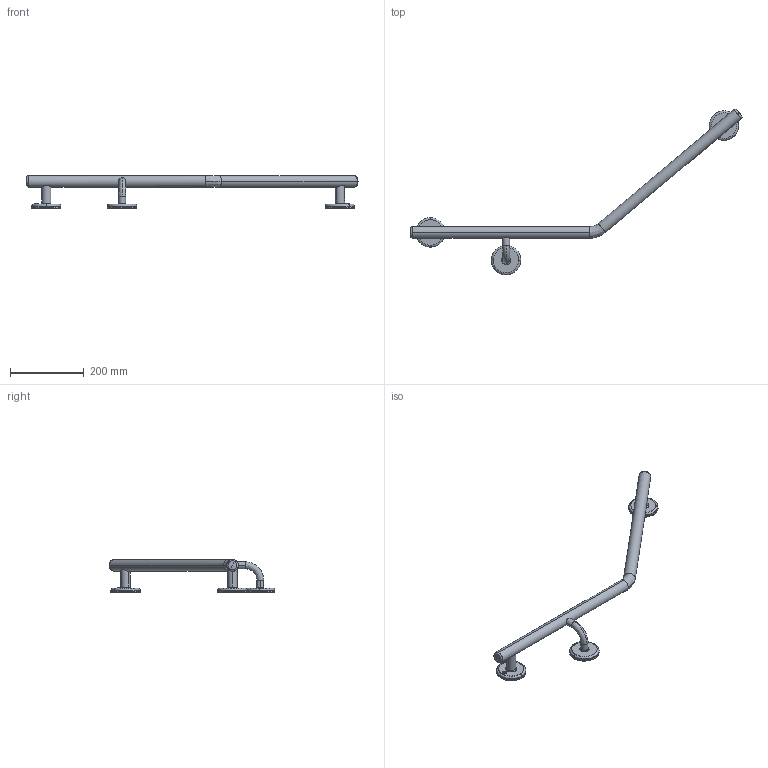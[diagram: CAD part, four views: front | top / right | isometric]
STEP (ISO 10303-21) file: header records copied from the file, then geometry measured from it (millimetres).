
FILE_DESCRIPTION(/* description */ (''),/* implementation_level */ '2;1');
FILE_NAME(/* name */ 'STEP - RL 045 LH - 2266517',/* time_stamp */ '2023-10-26T15:37:37+11:00',/* author */ (''),/* organization */ (''),/* preprocessor_version */ 'ST-DEVELOPER v16.5',/* originating_system */ 'Rhino 7.23',/* authorisation */ '');
FILE_SCHEMA (('AUTOMOTIVE_DESIGN'));
Length unit declared in the file: inch
Products named in the file (1): Document
Bounding box: 898.67 x 448.49 x 89.3 mm (x, y, z)
Volume: 971054 mm3; surface area: 186374.9 mm2
Topology: 1 solids, 1 shells, 346 faces, 1013 edges, 667 vertices
Faces by surface type: bspline 182, plane 93, cylinder 71
Entity records: 18917 total; most frequent: CARTESIAN_POINT 13046, ORIENTED_EDGE 2026, EDGE_CURVE 1013, VERTEX_POINT 667, B_SPLINE_CURVE_WITH_KNOTS 468, EDGE_LOOP 416, ADVANCED_FACE 346, FACE_OUTER_BOUND 346
